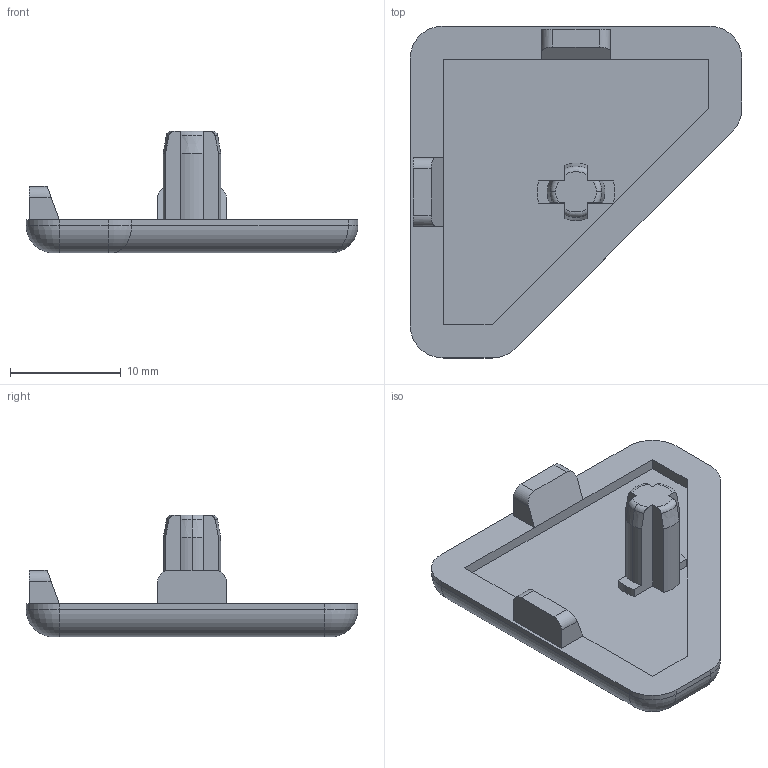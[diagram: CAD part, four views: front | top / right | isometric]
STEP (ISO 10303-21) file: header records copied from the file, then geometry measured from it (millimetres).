
FILE_DESCRIPTION(('STEP AP203'),'1');
FILE_NAME('fath_091188.stp','2021-11-23T14:44:31',('TraceParts'),('TraceParts S.A.'),'Spatial InterOp 3D',' ',' ');
FILE_SCHEMA(('CONFIG_CONTROL_DESIGN'));
Length unit declared in the file: millimetre
Products named in the file (1): 1
Bounding box: 30 x 30 x 11 mm (x, y, z)
Volume: 1705.2 mm3; surface area: 1868.6 mm2
Topology: 1 solids, 1 shells, 75 faces, 195 edges, 124 vertices
Faces by surface type: plane 34, cylinder 24, torus 11, cone 6
Entity records: 2372 total; most frequent: CARTESIAN_POINT 479, DIRECTION 390, ORIENTED_EDGE 390, EDGE_CURVE 195, AXIS2_PLACEMENT_3D 139, VERTEX_POINT 124, LINE 112, VECTOR 112
